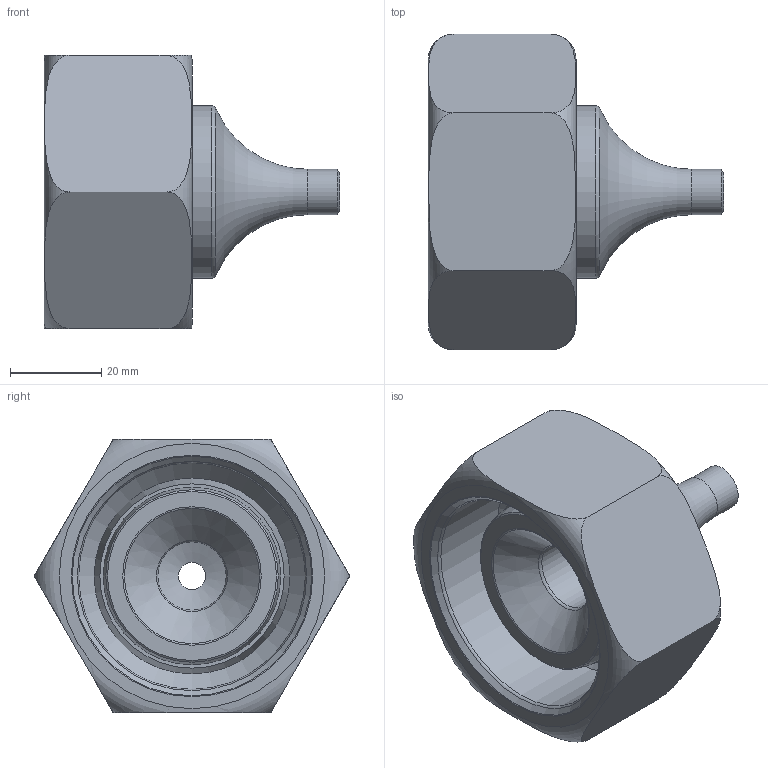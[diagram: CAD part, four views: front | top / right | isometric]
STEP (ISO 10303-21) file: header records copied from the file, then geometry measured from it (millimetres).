
FILE_DESCRIPTION(/* description */ (''),/* implementation_level */ '2;1');
FILE_NAME(/* name */ 'ARKM38-10.stp',/* time_stamp */ '2024-07-15T07:50:58+02:00',/* author */ (''),/* organization */ (''),/* preprocessor_version */ 'ST-DEVELOPER v16',/* originating_system */ 'SIEMENS PLM Software NX 10.0',/* authorisation */ '');
FILE_SCHEMA (('CONFIG_CONTROL_DESIGN'));
Length unit declared in the file: millimetre
Products named in the file (4): X-OR-38; X-ARK38-10; X-M38; ARKM38-10
Assembly tree (3 placements, depth 2):
  ARKM38-10
    X-M38
    X-ARK38-10
    X-OR-38
Bounding box: 64.96 x 69.28 x 60 mm (x, y, z)
Volume: 81674.1 mm3; surface area: 24035.1 mm2
Topology: 3 solids, 3 shells, 153 faces, 396 edges, 259 vertices
Faces by surface type: plane 99, bspline 15, cylinder 13, torus 13, cone 12, revolution 1
Full cylindrical faces by diameter (mm): 6.045 x1, 10 x1, 15 x1, 37.889 x1, 38.345 x1, 43 x1, 49.8 x1
Entity records: 5549 total; most frequent: CARTESIAN_POINT 1740, ORIENTED_EDGE 696, DIRECTION 617, EDGE_CURVE 348, VERTEX_POINT 246, LINE 234, VECTOR 234, EDGE_LOOP 201
